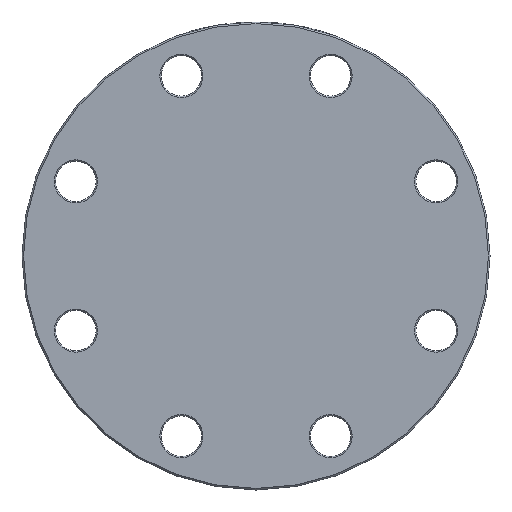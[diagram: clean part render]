
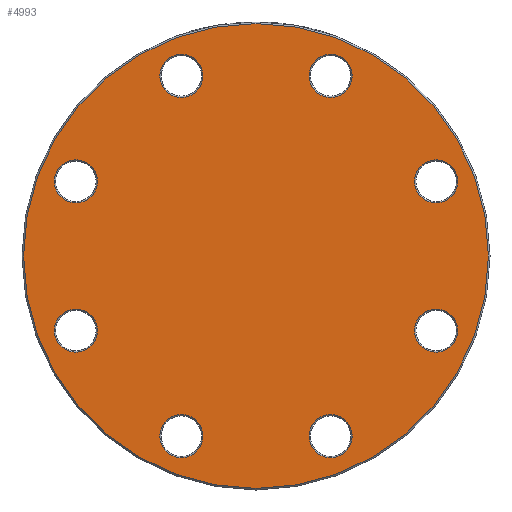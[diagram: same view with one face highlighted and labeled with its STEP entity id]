
A CAD part, left-side view. The second image highlights one B-rep face of the part: STEP entity #4993.
In plain terms, the highlighted planar face has unit normal (-1, 0, 0).
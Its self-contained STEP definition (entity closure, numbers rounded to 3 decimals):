
#128 = EDGE_CURVE ( 'NONE', #5788, #5788, #2997, .T. ) ;
#174 = EDGE_LOOP ( 'NONE', ( #600 ) ) ;
#268 = EDGE_CURVE ( 'NONE', #4914, #4914, #2225, .T. ) ;
#284 = FACE_OUTER_BOUND ( 'NONE', #569, .T. ) ;
#375 = DIRECTION ( 'NONE',  ( 1., 0., 0. ) ) ;
#467 = VERTEX_POINT ( 'NONE', #5428 ) ;
#474 = EDGE_LOOP ( 'NONE', ( #1271 ) ) ;
#526 = AXIS2_PLACEMENT_3D ( 'NONE', #4681, #5653, #2864 ) ;
#531 = CARTESIAN_POINT ( 'NONE',  ( 0., -115.485, -61.635 ) ) ;
#562 = AXIS2_PLACEMENT_3D ( 'NONE', #4270, #4296, #3760 ) ;
#569 = EDGE_LOOP ( 'NONE', ( #3618 ) ) ;
#600 = ORIENTED_EDGE ( 'NONE', *, *, #5604, .T. ) ;
#682 = DIRECTION ( 'NONE',  ( 0., 0., -1. ) ) ;
#845 = AXIS2_PLACEMENT_3D ( 'NONE', #5470, #4069, #5563 ) ;
#914 = DIRECTION ( 'NONE',  ( 0., 0., -1. ) ) ;
#955 = CIRCLE ( 'NONE', #5873, 13.8 ) ;
#1077 = CARTESIAN_POINT ( 'NONE',  ( 0., 115.485, 47.835 ) ) ;
#1105 = CARTESIAN_POINT ( 'NONE',  ( 0., -47.835, 115.485 ) ) ;
#1139 = FACE_BOUND ( 'NONE', #5209, .T. ) ;
#1167 = FACE_BOUND ( 'NONE', #4899, .T. ) ;
#1193 = DIRECTION ( 'NONE',  ( 0., 0., -1. ) ) ;
#1239 = AXIS2_PLACEMENT_3D ( 'NONE', #3593, #4994, #914 ) ;
#1271 = ORIENTED_EDGE ( 'NONE', *, *, #3950, .T. ) ;
#1700 = CARTESIAN_POINT ( 'NONE',  ( 0., -47.835, 101.685 ) ) ;
#1768 = CARTESIAN_POINT ( 'NONE',  ( 0., 115.485, -61.635 ) ) ;
#1794 = DIRECTION ( 'NONE',  ( -1., 0., 0. ) ) ;
#1824 = VERTEX_POINT ( 'NONE', #531 ) ;
#1874 = ORIENTED_EDGE ( 'NONE', *, *, #3899, .T. ) ;
#2225 = CIRCLE ( 'NONE', #3955, 149. ) ;
#2233 = EDGE_LOOP ( 'NONE', ( #2787 ) ) ;
#2307 = VERTEX_POINT ( 'NONE', #1768 ) ;
#2605 = DIRECTION ( 'NONE',  ( 0., 0., -1. ) ) ;
#2638 = FACE_BOUND ( 'NONE', #4921, .T. ) ;
#2669 = CARTESIAN_POINT ( 'NONE',  ( 0., 0., 0. ) ) ;
#2749 = ORIENTED_EDGE ( 'NONE', *, *, #128, .T. ) ;
#2787 = ORIENTED_EDGE ( 'NONE', *, *, #5390, .T. ) ;
#2864 = DIRECTION ( 'NONE',  ( 0., 0., -1. ) ) ;
#2881 = AXIS2_PLACEMENT_3D ( 'NONE', #2978, #4817, #682 ) ;
#2916 = DIRECTION ( 'NONE',  ( 0., 0., -1. ) ) ;
#2917 = CARTESIAN_POINT ( 'NONE',  ( 0., -115.485, 47.835 ) ) ;
#2978 = CARTESIAN_POINT ( 'NONE',  ( 0., 0., 0. ) ) ;
#2997 = CIRCLE ( 'NONE', #5039, 13.8 ) ;
#3173 = CIRCLE ( 'NONE', #562, 13.8 ) ;
#3353 = AXIS2_PLACEMENT_3D ( 'NONE', #1077, #4731, #2916 ) ;
#3485 = CARTESIAN_POINT ( 'NONE',  ( 0., 0., -149. ) ) ;
#3492 = EDGE_CURVE ( 'NONE', #467, #467, #5646, .T. ) ;
#3501 = ORIENTED_EDGE ( 'NONE', *, *, #5146, .T. ) ;
#3515 = CARTESIAN_POINT ( 'NONE',  ( 0., -115.485, 34.035 ) ) ;
#3593 = CARTESIAN_POINT ( 'NONE',  ( 0., -47.835, -115.485 ) ) ;
#3618 = ORIENTED_EDGE ( 'NONE', *, *, #268, .T. ) ;
#3652 = CIRCLE ( 'NONE', #4319, 13.8 ) ;
#3760 = DIRECTION ( 'NONE',  ( 0., 0., -1. ) ) ;
#3788 = DIRECTION ( 'NONE',  ( 0., 0., -1. ) ) ;
#3835 = EDGE_LOOP ( 'NONE', ( #3501 ) ) ;
#3840 = CIRCLE ( 'NONE', #1239, 13.8 ) ;
#3876 = EDGE_CURVE ( 'NONE', #2307, #2307, #3173, .T. ) ;
#3899 = EDGE_CURVE ( 'NONE', #4579, #4579, #5683, .T. ) ;
#3905 = FACE_BOUND ( 'NONE', #3835, .T. ) ;
#3950 = EDGE_CURVE ( 'NONE', #4155, #4155, #955, .T. ) ;
#3955 = AXIS2_PLACEMENT_3D ( 'NONE', #2669, #1794, #4510 ) ;
#4029 = FACE_BOUND ( 'NONE', #174, .T. ) ;
#4069 = DIRECTION ( 'NONE',  ( 1., 0., 0. ) ) ;
#4090 = VERTEX_POINT ( 'NONE', #5949 ) ;
#4155 = VERTEX_POINT ( 'NONE', #1700 ) ;
#4270 = CARTESIAN_POINT ( 'NONE',  ( 0., 115.485, -47.835 ) ) ;
#4296 = DIRECTION ( 'NONE',  ( 1., 0., 0. ) ) ;
#4319 = AXIS2_PLACEMENT_3D ( 'NONE', #5519, #375, #2605 ) ;
#4334 = ORIENTED_EDGE ( 'NONE', *, *, #3492, .T. ) ;
#4482 = VERTEX_POINT ( 'NONE', #5887 ) ;
#4510 = DIRECTION ( 'NONE',  ( 0., 0., -1. ) ) ;
#4512 = CARTESIAN_POINT ( 'NONE',  ( 0., 115.485, 34.035 ) ) ;
#4579 = VERTEX_POINT ( 'NONE', #4512 ) ;
#4642 = DIRECTION ( 'NONE',  ( 1., 0., 0. ) ) ;
#4650 = ORIENTED_EDGE ( 'NONE', *, *, #3876, .T. ) ;
#4681 = CARTESIAN_POINT ( 'NONE',  ( 0., 47.835, -115.485 ) ) ;
#4731 = DIRECTION ( 'NONE',  ( 1., 0., 0. ) ) ;
#4758 = DIRECTION ( 'NONE',  ( 1., 0., 0. ) ) ;
#4817 = DIRECTION ( 'NONE',  ( 1., 0., 0. ) ) ;
#4899 = EDGE_LOOP ( 'NONE', ( #4334 ) ) ;
#4914 = VERTEX_POINT ( 'NONE', #3485 ) ;
#4921 = EDGE_LOOP ( 'NONE', ( #2749 ) ) ;
#4943 = FACE_BOUND ( 'NONE', #474, .T. ) ;
#4993 = ADVANCED_FACE ( 'NONE', ( #284, #1139, #3905, #4943, #2638, #4029, #5759, #1167, #5888 ), #5275, .F. ) ;
#4994 = DIRECTION ( 'NONE',  ( 1., 0., 0. ) ) ;
#5039 = AXIS2_PLACEMENT_3D ( 'NONE', #2917, #4758, #1193 ) ;
#5086 = EDGE_LOOP ( 'NONE', ( #4650 ) ) ;
#5146 = EDGE_CURVE ( 'NONE', #4482, #4482, #3652, .T. ) ;
#5209 = EDGE_LOOP ( 'NONE', ( #1874 ) ) ;
#5275 = PLANE ( 'NONE',  #2881 ) ;
#5390 = EDGE_CURVE ( 'NONE', #4090, #4090, #3840, .T. ) ;
#5428 = CARTESIAN_POINT ( 'NONE',  ( 0., 47.835, -129.285 ) ) ;
#5470 = CARTESIAN_POINT ( 'NONE',  ( 0., -115.485, -47.835 ) ) ;
#5519 = CARTESIAN_POINT ( 'NONE',  ( 0., 47.835, 115.485 ) ) ;
#5563 = DIRECTION ( 'NONE',  ( 0., 0., -1. ) ) ;
#5604 = EDGE_CURVE ( 'NONE', #1824, #1824, #5673, .T. ) ;
#5646 = CIRCLE ( 'NONE', #526, 13.8 ) ;
#5653 = DIRECTION ( 'NONE',  ( 1., 0., 0. ) ) ;
#5673 = CIRCLE ( 'NONE', #845, 13.8 ) ;
#5683 = CIRCLE ( 'NONE', #3353, 13.8 ) ;
#5759 = FACE_BOUND ( 'NONE', #2233, .T. ) ;
#5788 = VERTEX_POINT ( 'NONE', #3515 ) ;
#5873 = AXIS2_PLACEMENT_3D ( 'NONE', #1105, #4642, #3788 ) ;
#5887 = CARTESIAN_POINT ( 'NONE',  ( 0., 47.835, 101.685 ) ) ;
#5888 = FACE_BOUND ( 'NONE', #5086, .T. ) ;
#5949 = CARTESIAN_POINT ( 'NONE',  ( 0., -47.835, -129.285 ) ) ;
